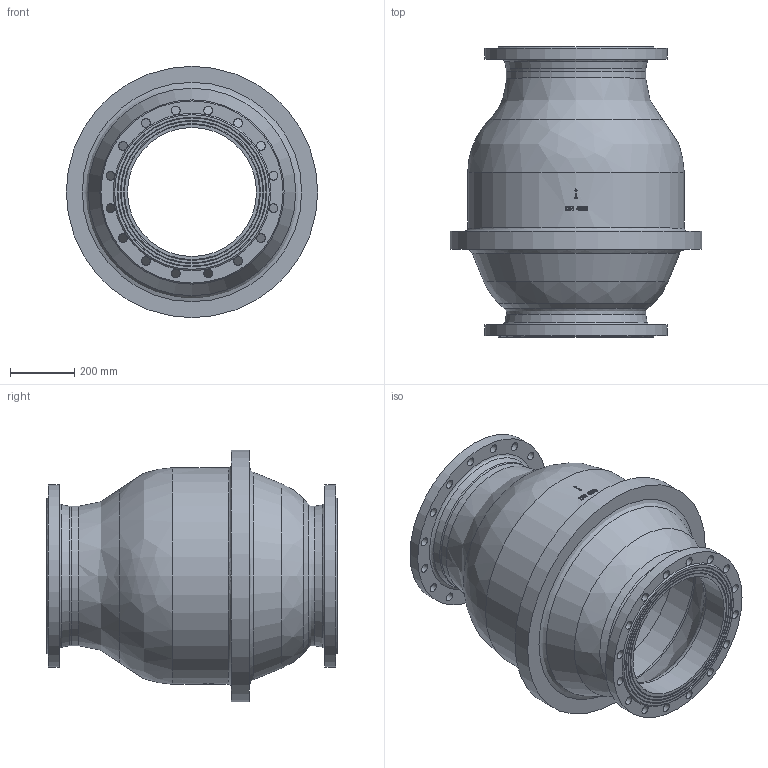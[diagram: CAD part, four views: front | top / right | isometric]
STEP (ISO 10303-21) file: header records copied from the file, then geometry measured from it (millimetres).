
FILE_DESCRIPTION((''),'2;1');
FILE_NAME('ONDASTOP DN 400 PN 10 SHAPE.stp','2018-10-26T12:22:16',('BonifantiL'),(''),'Autodesk Inventor 2008','Autodesk Inventor 2008','');
FILE_SCHEMA(('AUTOMOTIVE_DESIGN { 1 0 10303 214 1 1 1 1 }'));
Length unit declared in the file: millimetre
Products named in the file (1): ONDASTOP DN 400 PN 10 SHAPE
Bounding box: 780 x 900 x 780 mm (x, y, z)
Volume: 45419100.8 mm3; surface area: 4142243.9 mm2
Topology: 1 solids, 1 shells, 557 faces, 1507 edges, 985 vertices
Faces by surface type: plane 276, bspline 167, cylinder 93, cone 19, torus 2
Full cylindrical faces by diameter (mm): 27 x32, 400 x2, 432 x1, 565 x2, 566 x1, 632 x1, 672 x1, 780 x1
Entity records: 20668 total; most frequent: CARTESIAN_POINT 7699, ORIENTED_EDGE 2798, DIRECTION 2350, EDGE_CURVE 1399, VERTEX_POINT 951, AXIS2_PLACEMENT_3D 870, EDGE_LOOP 730, VECTOR 610
